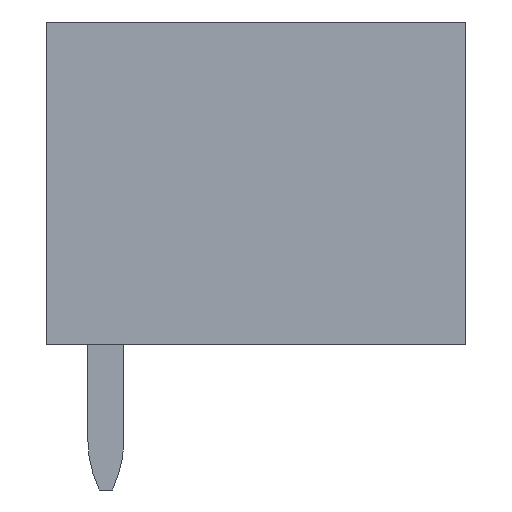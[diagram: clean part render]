
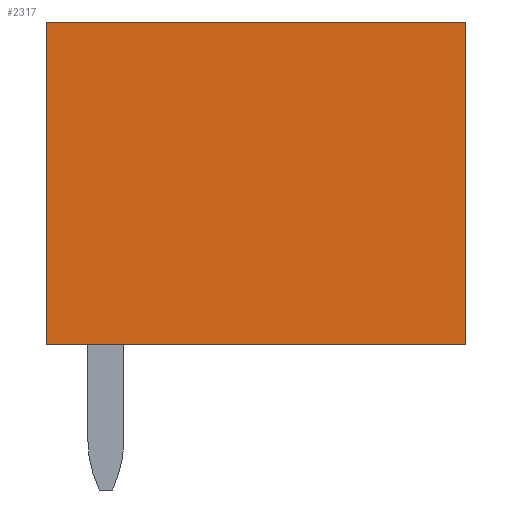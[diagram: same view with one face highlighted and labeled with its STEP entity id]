
A CAD part, left-side view. The second image highlights one B-rep face of the part: STEP entity #2317.
In plain terms, the highlighted planar face has unit normal (-1, 0, 0).
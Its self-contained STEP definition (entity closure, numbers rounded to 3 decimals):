
#2304=AXIS2_PLACEMENT_3D('Plane Axis2P3D',#2301,#2302,#2303) ;
#40=CARTESIAN_POINT('Vertex',(0.,0.,3.2)) ;
#45=CARTESIAN_POINT('Line Origine',(0.,4.6,3.2)) ;
#49=CARTESIAN_POINT('Vertex',(0.,9.2,3.2)) ;
#608=CARTESIAN_POINT('Vertex',(0.,0.,10.27)) ;
#611=CARTESIAN_POINT('Line Origine',(0.,0.,6.735)) ;
#2217=CARTESIAN_POINT('Vertex',(0.,9.2,10.27)) ;
#2220=CARTESIAN_POINT('Line Origine',(0.,4.6,10.27)) ;
#2301=CARTESIAN_POINT('Axis2P3D Location',(0.,0.,0.)) ;
#2306=CARTESIAN_POINT('Line Origine',(0.,9.2,6.735)) ;
#46=DIRECTION('Vector Direction',(0.,1.,0.)) ;
#612=DIRECTION('Vector Direction',(0.,0.,-1.)) ;
#2221=DIRECTION('Vector Direction',(0.,-1.,0.)) ;
#2302=DIRECTION('Axis2P3D Direction',(-1.,0.,0.)) ;
#2303=DIRECTION('Axis2P3D XDirection',(0.,-1.,0.)) ;
#2307=DIRECTION('Vector Direction',(0.,0.,1.)) ;
#47=VECTOR('Line Direction',#46,1.) ;
#613=VECTOR('Line Direction',#612,1.) ;
#2222=VECTOR('Line Direction',#2221,1.) ;
#2308=VECTOR('Line Direction',#2307,1.) ;
#2312=ORIENTED_EDGE('',*,*,#2310,.T.) ;
#2313=ORIENTED_EDGE('',*,*,#51,.T.) ;
#2314=ORIENTED_EDGE('',*,*,#615,.T.) ;
#2315=ORIENTED_EDGE('',*,*,#2224,.T.) ;
#2317=ADVANCED_FACE('HOUSING',(#2316),#2305,.T.) ;
#51=EDGE_CURVE('',#50,#41,#48,.F.) ;
#615=EDGE_CURVE('',#41,#609,#614,.F.) ;
#2224=EDGE_CURVE('',#609,#2218,#2223,.F.) ;
#2310=EDGE_CURVE('',#2218,#50,#2309,.F.) ;
#2311=EDGE_LOOP('',(#2312,#2313,#2314,#2315)) ;
#2316=FACE_OUTER_BOUND('',#2311,.T.) ;
#48=LINE('Line',#45,#47) ;
#614=LINE('Line',#611,#613) ;
#2223=LINE('Line',#2220,#2222) ;
#2309=LINE('Line',#2306,#2308) ;
#2305=PLANE('',#2304) ;
#41=VERTEX_POINT('',#40) ;
#50=VERTEX_POINT('',#49) ;
#609=VERTEX_POINT('',#608) ;
#2218=VERTEX_POINT('',#2217) ;
